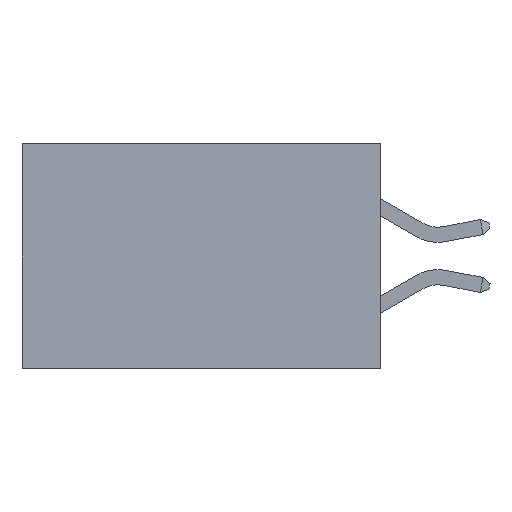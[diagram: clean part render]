
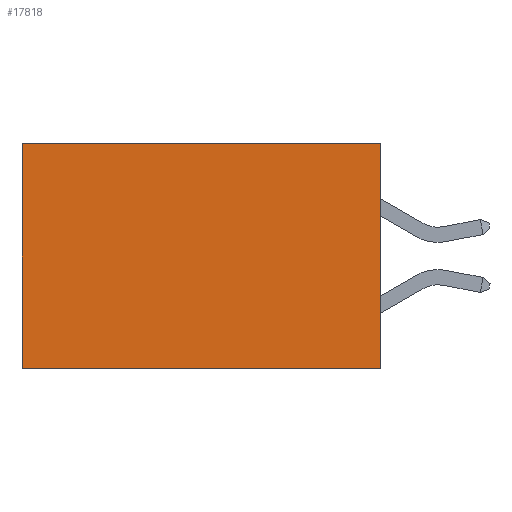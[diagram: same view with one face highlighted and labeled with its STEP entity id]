
A CAD part, left-side view. The second image highlights one B-rep face of the part: STEP entity #17818.
In plain terms, the highlighted planar face has unit normal (-1, 0, 0).
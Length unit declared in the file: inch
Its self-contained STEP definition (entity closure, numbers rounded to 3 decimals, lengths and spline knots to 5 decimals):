
#944 = DIRECTION ( 'NONE',  ( 0., 0., -1. ) ) ;
#2304 = CARTESIAN_POINT ( 'NONE',  ( 0.277, 0., -0.37 ) ) ;
#3602 = VECTOR ( 'NONE', #944, 39.37008 ) ;
#4026 = LINE ( 'NONE', #19883, #16624 ) ;
#4864 = DIRECTION ( 'NONE',  ( 0., 0., -1. ) ) ;
#5385 = VECTOR ( 'NONE', #16719, 39.37008 ) ;
#5592 = AXIS2_PLACEMENT_3D ( 'NONE', #2304, #19898, #4864 ) ;
#6039 = VECTOR ( 'NONE', #25696, 39.37008 ) ;
#6891 = ORIENTED_EDGE ( 'NONE', *, *, #25066, .T. ) ;
#7388 = DIRECTION ( 'NONE',  ( 0., 0., -1. ) ) ;
#8462 = EDGE_CURVE ( 'NONE', #17213, #31517, #23699, .T. ) ;
#9016 = CARTESIAN_POINT ( 'NONE',  ( 0.277, 0., -0.37 ) ) ;
#10939 = ORIENTED_EDGE ( 'NONE', *, *, #13109, .F. ) ;
#11526 = FACE_OUTER_BOUND ( 'NONE', #25844, .T. ) ;
#11672 = CARTESIAN_POINT ( 'NONE',  ( 0.277, 0., -0.37 ) ) ;
#12058 = LINE ( 'NONE', #11672, #5385 ) ;
#12730 = LINE ( 'NONE', #30797, #6039 ) ;
#13109 = EDGE_CURVE ( 'NONE', #17861, #13569, #4026, .T. ) ;
#13569 = VERTEX_POINT ( 'NONE', #9016 ) ;
#16624 = VECTOR ( 'NONE', #7388, 39.37008 ) ;
#16719 = DIRECTION ( 'NONE',  ( 0., 1., 0. ) ) ;
#17213 = VERTEX_POINT ( 'NONE', #22246 ) ;
#17388 = PLANE ( 'NONE',  #5592 ) ;
#17818 = ADVANCED_FACE ( 'NONE', ( #11526 ), #17388, .F. ) ;
#17861 = VERTEX_POINT ( 'NONE', #19999 ) ;
#18539 = CARTESIAN_POINT ( 'NONE',  ( 0.277, 0.59, -0.37 ) ) ;
#19883 = CARTESIAN_POINT ( 'NONE',  ( 0.277, 0., -0.37 ) ) ;
#19898 = DIRECTION ( 'NONE',  ( 1., 0., 0. ) ) ;
#19999 = CARTESIAN_POINT ( 'NONE',  ( 0.277, 0., 0. ) ) ;
#21332 = CARTESIAN_POINT ( 'NONE',  ( 0.277, 0.59, -0.37 ) ) ;
#22246 = CARTESIAN_POINT ( 'NONE',  ( 0.277, 0.59, 0. ) ) ;
#23580 = ORIENTED_EDGE ( 'NONE', *, *, #29569, .F. ) ;
#23699 = LINE ( 'NONE', #18539, #3602 ) ;
#24036 = ORIENTED_EDGE ( 'NONE', *, *, #8462, .T. ) ;
#25066 = EDGE_CURVE ( 'NONE', #17861, #17213, #12730, .T. ) ;
#25696 = DIRECTION ( 'NONE',  ( 0., 1., 0. ) ) ;
#25844 = EDGE_LOOP ( 'NONE', ( #24036, #23580, #10939, #6891 ) ) ;
#29569 = EDGE_CURVE ( 'NONE', #13569, #31517, #12058, .T. ) ;
#30797 = CARTESIAN_POINT ( 'NONE',  ( 0.277, 0., 0. ) ) ;
#31517 = VERTEX_POINT ( 'NONE', #21332 ) ;
